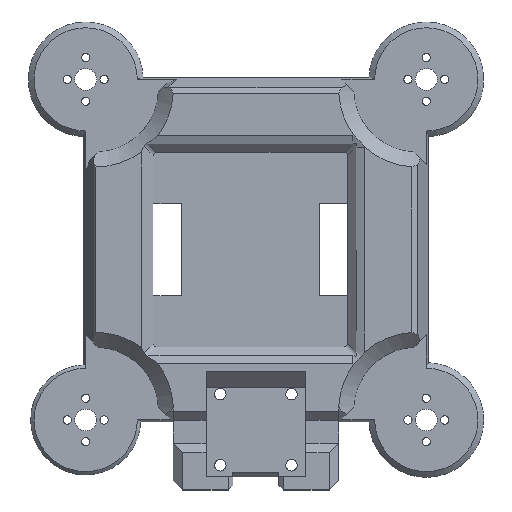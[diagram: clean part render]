
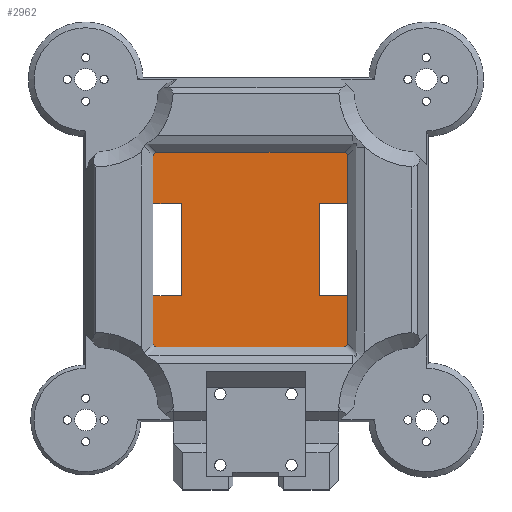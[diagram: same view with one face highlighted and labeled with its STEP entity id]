
A CAD part, top view. The second image highlights one B-rep face of the part: STEP entity #2962.
In plain terms, the highlighted planar face has unit normal (0, 0, 1).
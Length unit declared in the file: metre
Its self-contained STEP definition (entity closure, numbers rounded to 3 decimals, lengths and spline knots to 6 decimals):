
#194=CIRCLE('',#3138,0.002);
#195=CIRCLE('',#3139,0.002);
#196=CIRCLE('',#3140,0.002);
#197=CIRCLE('',#3141,0.002);
#345=ORIENTED_EDGE('',*,*,#1218,.F.);
#346=ORIENTED_EDGE('',*,*,#1219,.T.);
#347=ORIENTED_EDGE('',*,*,#1220,.F.);
#348=ORIENTED_EDGE('',*,*,#1221,.T.);
#349=ORIENTED_EDGE('',*,*,#1222,.F.);
#350=ORIENTED_EDGE('',*,*,#1223,.T.);
#351=ORIENTED_EDGE('',*,*,#1224,.T.);
#352=ORIENTED_EDGE('',*,*,#1225,.F.);
#353=ORIENTED_EDGE('',*,*,#1226,.F.);
#354=ORIENTED_EDGE('',*,*,#1227,.T.);
#355=ORIENTED_EDGE('',*,*,#1228,.T.);
#356=ORIENTED_EDGE('',*,*,#1229,.T.);
#357=ORIENTED_EDGE('',*,*,#1230,.T.);
#358=ORIENTED_EDGE('',*,*,#1231,.T.);
#359=ORIENTED_EDGE('',*,*,#1232,.F.);
#360=ORIENTED_EDGE('',*,*,#1233,.F.);
#1218=EDGE_CURVE('',#1651,#1652,#1955,.T.);
#1219=EDGE_CURVE('',#1651,#1653,#1956,.T.);
#1220=EDGE_CURVE('',#1654,#1653,#1957,.T.);
#1221=EDGE_CURVE('',#1654,#1655,#194,.T.);
#1222=EDGE_CURVE('',#1656,#1655,#1958,.T.);
#1223=EDGE_CURVE('',#1656,#1657,#195,.T.);
#1224=EDGE_CURVE('',#1657,#1658,#1959,.T.);
#1225=EDGE_CURVE('',#1659,#1658,#1960,.T.);
#1226=EDGE_CURVE('',#1660,#1659,#1961,.T.);
#1227=EDGE_CURVE('',#1660,#1661,#1962,.T.);
#1228=EDGE_CURVE('',#1661,#1662,#1963,.T.);
#1229=EDGE_CURVE('',#1662,#1663,#196,.T.);
#1230=EDGE_CURVE('',#1663,#1664,#1964,.T.);
#1231=EDGE_CURVE('',#1664,#1665,#197,.T.);
#1232=EDGE_CURVE('',#1666,#1665,#1965,.T.);
#1233=EDGE_CURVE('',#1652,#1666,#1966,.T.);
#1651=VERTEX_POINT('',#4311);
#1652=VERTEX_POINT('',#4312);
#1653=VERTEX_POINT('',#4314);
#1654=VERTEX_POINT('',#4316);
#1655=VERTEX_POINT('',#4318);
#1656=VERTEX_POINT('',#4320);
#1657=VERTEX_POINT('',#4322);
#1658=VERTEX_POINT('',#4324);
#1659=VERTEX_POINT('',#4326);
#1660=VERTEX_POINT('',#4328);
#1661=VERTEX_POINT('',#4330);
#1662=VERTEX_POINT('',#4332);
#1663=VERTEX_POINT('',#4334);
#1664=VERTEX_POINT('',#4336);
#1665=VERTEX_POINT('',#4338);
#1666=VERTEX_POINT('',#4340);
#1955=LINE('',#4310,#2198);
#1956=LINE('',#4313,#2199);
#1957=LINE('',#4315,#2200);
#1958=LINE('',#4319,#2201);
#1959=LINE('',#4323,#2202);
#1960=LINE('',#4325,#2203);
#1961=LINE('',#4327,#2204);
#1962=LINE('',#4329,#2205);
#1963=LINE('',#4331,#2206);
#1964=LINE('',#4335,#2207);
#1965=LINE('',#4339,#2208);
#1966=LINE('',#4341,#2209);
#2198=VECTOR('',#3472,1.);
#2199=VECTOR('',#3473,1.);
#2200=VECTOR('',#3474,1.);
#2201=VECTOR('',#3477,1.);
#2202=VECTOR('',#3480,1.);
#2203=VECTOR('',#3481,1.);
#2204=VECTOR('',#3482,1.);
#2205=VECTOR('',#3483,1.);
#2206=VECTOR('',#3484,1.);
#2207=VECTOR('',#3487,1.);
#2208=VECTOR('',#3490,1.);
#2209=VECTOR('',#3491,1.);
#2403=EDGE_LOOP('',(#345,#346,#347,#348,#349,#350,#351,#352,#353,#354,#355,
#356,#357,#358,#359,#360));
#2634=FACE_BOUND('',#2403,.T.);
#2865=PLANE('',#3137);
#2962=ADVANCED_FACE('',(#2634),#2865,.T.);
#3137=AXIS2_PLACEMENT_3D('',#4309,#3470,#3471);
#3138=AXIS2_PLACEMENT_3D('',#4317,#3475,#3476);
#3139=AXIS2_PLACEMENT_3D('',#4321,#3478,#3479);
#3140=AXIS2_PLACEMENT_3D('',#4333,#3485,#3486);
#3141=AXIS2_PLACEMENT_3D('',#4337,#3488,#3489);
#3470=DIRECTION('',(0.,0.,1.));
#3471=DIRECTION('',(1.,0.,0.));
#3472=DIRECTION('',(0.,-1.,0.));
#3473=DIRECTION('',(1.,0.,0.));
#3474=DIRECTION('',(0.,-1.,0.));
#3475=DIRECTION('',(0.,0.,1.));
#3476=DIRECTION('',(1.,0.,0.));
#3477=DIRECTION('',(1.,0.,0.));
#3478=DIRECTION('',(0.,0.,1.));
#3479=DIRECTION('',(1.,0.,0.));
#3480=DIRECTION('',(0.,-1.,0.));
#3481=DIRECTION('',(-1.,0.,0.));
#3482=DIRECTION('',(0.,1.,0.));
#3483=DIRECTION('',(-1.,0.,0.));
#3484=DIRECTION('',(0.,-1.,0.));
#3485=DIRECTION('',(0.,0.,1.));
#3486=DIRECTION('',(1.,0.,0.));
#3487=DIRECTION('',(1.,0.,0.));
#3488=DIRECTION('',(0.,0.,1.));
#3489=DIRECTION('',(1.,0.,0.));
#3490=DIRECTION('',(0.,-1.,0.));
#3491=DIRECTION('',(1.,0.,0.));
#4309=CARTESIAN_POINT('',(0.00244,0.,0.005));
#4310=CARTESIAN_POINT('',(0.03,0.,0.005));
#4311=CARTESIAN_POINT('',(0.03,0.02,0.005));
#4312=CARTESIAN_POINT('',(0.03,-0.02,0.005));
#4313=CARTESIAN_POINT('',(0.0425,0.02,0.005));
#4314=CARTESIAN_POINT('',(0.0425,0.02,0.005));
#4315=CARTESIAN_POINT('',(0.0425,0.,0.005));
#4316=CARTESIAN_POINT('',(0.0425,0.0405,0.005));
#4317=CARTESIAN_POINT('',(0.0405,0.0405,0.005));
#4318=CARTESIAN_POINT('',(0.0405,0.0425,0.005));
#4319=CARTESIAN_POINT('',(0.,0.0425,0.005));
#4320=CARTESIAN_POINT('',(-0.0405,0.0425,0.005));
#4321=CARTESIAN_POINT('',(-0.0405,0.0405,0.005));
#4322=CARTESIAN_POINT('',(-0.0425,0.0405,0.005));
#4323=CARTESIAN_POINT('',(-0.0425,0.,0.005));
#4324=CARTESIAN_POINT('',(-0.0425,0.02,0.005));
#4325=CARTESIAN_POINT('',(-0.0425,0.02,0.005));
#4326=CARTESIAN_POINT('',(-0.03,0.02,0.005));
#4327=CARTESIAN_POINT('',(-0.03,0.,0.005));
#4328=CARTESIAN_POINT('',(-0.03,-0.02,0.005));
#4329=CARTESIAN_POINT('',(-0.0425,-0.02,0.005));
#4330=CARTESIAN_POINT('',(-0.0425,-0.02,0.005));
#4331=CARTESIAN_POINT('',(-0.0425,0.,0.005));
#4332=CARTESIAN_POINT('',(-0.0425,-0.0405,0.005));
#4333=CARTESIAN_POINT('',(-0.0405,-0.0405,0.005));
#4334=CARTESIAN_POINT('',(-0.0405,-0.0425,0.005));
#4335=CARTESIAN_POINT('',(0.,-0.0425,0.005));
#4336=CARTESIAN_POINT('',(0.0405,-0.0425,0.005));
#4337=CARTESIAN_POINT('',(0.0405,-0.0405,0.005));
#4338=CARTESIAN_POINT('',(0.0425,-0.0405,0.005));
#4339=CARTESIAN_POINT('',(0.0425,0.,0.005));
#4340=CARTESIAN_POINT('',(0.0425,-0.02,0.005));
#4341=CARTESIAN_POINT('',(0.0425,-0.02,0.005));
